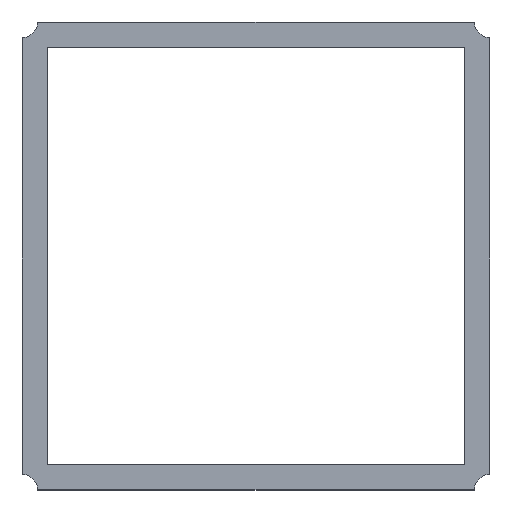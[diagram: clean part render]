
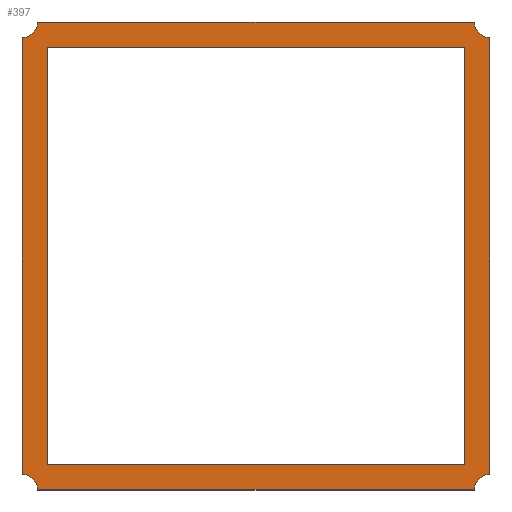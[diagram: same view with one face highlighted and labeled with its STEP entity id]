
A CAD part, top view. The second image highlights one B-rep face of the part: STEP entity #397.
In plain terms, the highlighted planar face has unit normal (0, 0, 1).
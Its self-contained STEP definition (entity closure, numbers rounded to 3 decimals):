
#22 = VERTEX_POINT('',#23);
#23 = CARTESIAN_POINT('',(83.75,89.75,0.));
#40 = VERTEX_POINT('',#41);
#41 = CARTESIAN_POINT('',(-83.75,89.75,0.));
#47 = EDGE_CURVE('',#22,#40,#48,.T.);
#48 = LINE('',#49,#50);
#49 = CARTESIAN_POINT('',(83.75,89.75,0.));
#50 = VECTOR('',#51,1.);
#51 = DIRECTION('',(-1.,0.,0.));
#62 = VERTEX_POINT('',#63);
#63 = CARTESIAN_POINT('',(-89.75,83.75,0.));
#79 = EDGE_CURVE('',#62,#40,#80,.T.);
#80 = CIRCLE('',#81,6.);
#81 = AXIS2_PLACEMENT_3D('',#82,#83,#84);
#82 = CARTESIAN_POINT('',(-89.75,89.75,0.));
#83 = DIRECTION('',(0.,0.,1.));
#84 = DIRECTION('',(1.,0.,0.));
#104 = VERTEX_POINT('',#105);
#105 = CARTESIAN_POINT('',(-89.75,-83.75,0.));
#111 = EDGE_CURVE('',#62,#104,#112,.T.);
#112 = LINE('',#113,#114);
#113 = CARTESIAN_POINT('',(-89.75,83.75,0.));
#114 = VECTOR('',#115,1.);
#115 = DIRECTION('',(0.,-1.,0.));
#126 = VERTEX_POINT('',#127);
#127 = CARTESIAN_POINT('',(-83.75,-89.75,0.));
#143 = EDGE_CURVE('',#126,#104,#144,.T.);
#144 = CIRCLE('',#145,6.);
#145 = AXIS2_PLACEMENT_3D('',#146,#147,#148);
#146 = CARTESIAN_POINT('',(-89.75,-89.75,0.));
#147 = DIRECTION('',(0.,0.,1.));
#148 = DIRECTION('',(1.,0.,0.));
#168 = VERTEX_POINT('',#169);
#169 = CARTESIAN_POINT('',(83.75,-89.75,0.));
#175 = EDGE_CURVE('',#126,#168,#176,.T.);
#176 = LINE('',#177,#178);
#177 = CARTESIAN_POINT('',(-83.75,-89.75,0.));
#178 = VECTOR('',#179,1.);
#179 = DIRECTION('',(1.,0.,0.));
#190 = VERTEX_POINT('',#191);
#191 = CARTESIAN_POINT('',(89.75,-83.75,0.));
#207 = EDGE_CURVE('',#190,#168,#208,.T.);
#208 = CIRCLE('',#209,6.);
#209 = AXIS2_PLACEMENT_3D('',#210,#211,#212);
#210 = CARTESIAN_POINT('',(89.75,-89.75,0.));
#211 = DIRECTION('',(0.,0.,1.));
#212 = DIRECTION('',(1.,0.,0.));
#232 = VERTEX_POINT('',#233);
#233 = CARTESIAN_POINT('',(89.75,83.75,0.));
#239 = EDGE_CURVE('',#190,#232,#240,.T.);
#240 = LINE('',#241,#242);
#241 = CARTESIAN_POINT('',(89.75,-83.75,0.));
#242 = VECTOR('',#243,1.);
#243 = DIRECTION('',(0.,1.,0.));
#262 = EDGE_CURVE('',#22,#232,#263,.T.);
#263 = CIRCLE('',#264,6.);
#264 = AXIS2_PLACEMENT_3D('',#265,#266,#267);
#265 = CARTESIAN_POINT('',(89.75,89.75,0.));
#266 = DIRECTION('',(0.,0.,1.));
#267 = DIRECTION('',(1.,0.,0.));
#278 = VERTEX_POINT('',#279);
#279 = CARTESIAN_POINT('',(-80.,80.,0.));
#296 = VERTEX_POINT('',#297);
#297 = CARTESIAN_POINT('',(-80.,-80.,0.));
#303 = EDGE_CURVE('',#278,#296,#304,.T.);
#304 = LINE('',#305,#306);
#305 = CARTESIAN_POINT('',(-80.,80.,0.));
#306 = VECTOR('',#307,1.);
#307 = DIRECTION('',(0.,-1.,0.));
#327 = VERTEX_POINT('',#328);
#328 = CARTESIAN_POINT('',(80.,-80.,0.));
#334 = EDGE_CURVE('',#296,#327,#335,.T.);
#335 = LINE('',#336,#337);
#336 = CARTESIAN_POINT('',(-80.,-80.,0.));
#337 = VECTOR('',#338,1.);
#338 = DIRECTION('',(1.,0.,0.));
#358 = VERTEX_POINT('',#359);
#359 = CARTESIAN_POINT('',(80.,80.,0.));
#365 = EDGE_CURVE('',#327,#358,#366,.T.);
#366 = LINE('',#367,#368);
#367 = CARTESIAN_POINT('',(80.,-80.,0.));
#368 = VECTOR('',#369,1.);
#369 = DIRECTION('',(0.,1.,0.));
#387 = EDGE_CURVE('',#358,#278,#388,.T.);
#388 = LINE('',#389,#390);
#389 = CARTESIAN_POINT('',(80.,80.,0.));
#390 = VECTOR('',#391,1.);
#391 = DIRECTION('',(-1.,0.,0.));
#397 = ADVANCED_FACE('',(#398,#408),#414,.T.);
#398 = FACE_BOUND('',#399,.T.);
#399 = EDGE_LOOP('',(#400,#401,#402,#403,#404,#405,#406,#407));
#400 = ORIENTED_EDGE('',*,*,#47,.T.);
#401 = ORIENTED_EDGE('',*,*,#79,.F.);
#402 = ORIENTED_EDGE('',*,*,#111,.T.);
#403 = ORIENTED_EDGE('',*,*,#143,.F.);
#404 = ORIENTED_EDGE('',*,*,#175,.T.);
#405 = ORIENTED_EDGE('',*,*,#207,.F.);
#406 = ORIENTED_EDGE('',*,*,#239,.T.);
#407 = ORIENTED_EDGE('',*,*,#262,.F.);
#408 = FACE_BOUND('',#409,.F.);
#409 = EDGE_LOOP('',(#410,#411,#412,#413));
#410 = ORIENTED_EDGE('',*,*,#303,.T.);
#411 = ORIENTED_EDGE('',*,*,#334,.T.);
#412 = ORIENTED_EDGE('',*,*,#365,.T.);
#413 = ORIENTED_EDGE('',*,*,#387,.T.);
#414 = PLANE('',#415);
#415 = AXIS2_PLACEMENT_3D('',#416,#417,#418);
#416 = CARTESIAN_POINT('',(0.,0.,0.));
#417 = DIRECTION('',(0.,0.,1.));
#418 = DIRECTION('',(1.,0.,0.));
